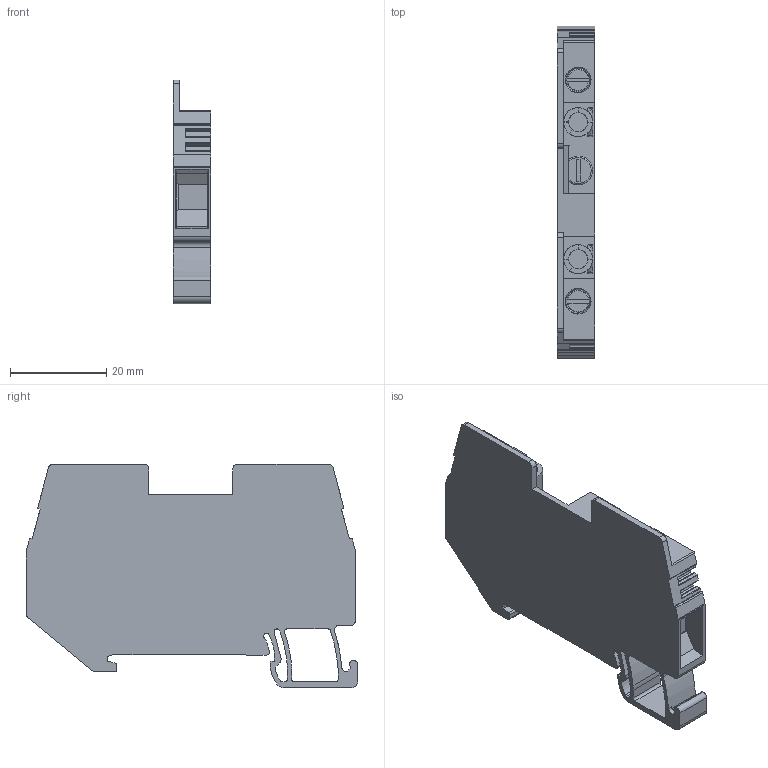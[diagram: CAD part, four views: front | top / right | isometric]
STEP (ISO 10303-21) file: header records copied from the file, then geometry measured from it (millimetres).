
FILE_DESCRIPTION(('CATIA V5 STEP Exchange','CAx-IF Rec.Pracs.--- Model Styling and Organization---1.4--- 2014-01-23'),'2;1');
FILE_NAME ('1417318-17_0', '2022-09-05T04:58:58+00:00', ('none'), ('Weidmueller'), 'CATIA Version 5-6 Release 2016 SP3 HF44', 'CATIA V5 STEP AP214', 'none');
FILE_SCHEMA(('AUTOMOTIVE_DESIGN { 1 0 10303 214 1 1 1 1 }'));
Length unit declared in the file: millimetre
Products named in the file (1): 2863880000
Bounding box: 7.9 x 69 x 46.53 mm (x, y, z)
Volume: 14975.4 mm3; surface area: 10240.7 mm2
Topology: 10 solids, 11 shells, 504 faces, 1382 edges, 908 vertices
Faces by surface type: plane 286, cylinder 121, bspline 46, torus 28, cone 23
Entity records: 18397 total; most frequent: CARTESIAN_POINT 6369, ORIENTED_EDGE 2764, DIRECTION 1967, EDGE_CURVE 1382, VERTEX_POINT 908, VECTOR 854, LINE 854, AXIS2_PLACEMENT_3D 721
